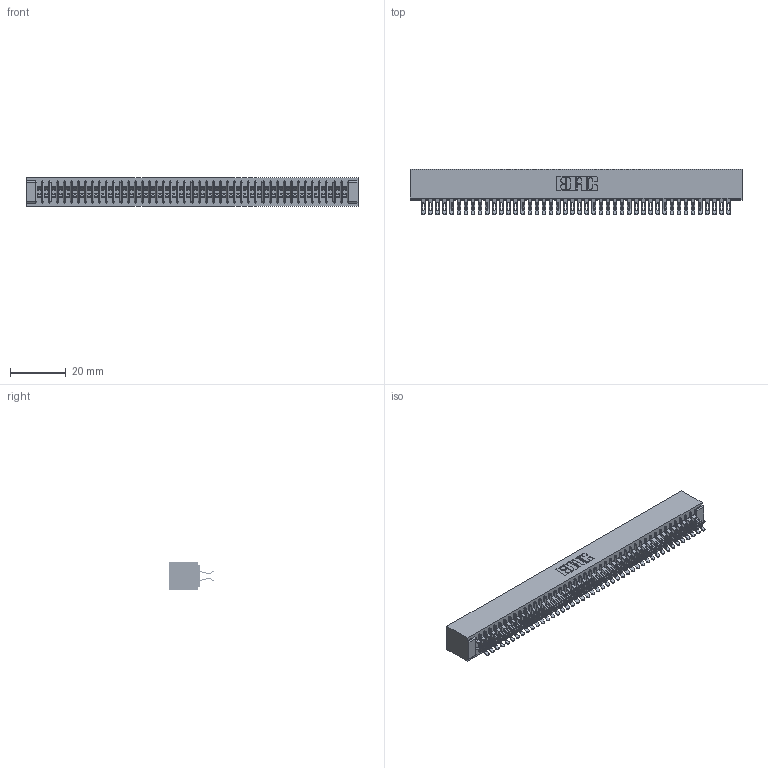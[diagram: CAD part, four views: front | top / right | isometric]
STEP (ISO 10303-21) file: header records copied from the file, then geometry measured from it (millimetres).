
FILE_DESCRIPTION (( 'STEP AP203' ), '1' );
FILE_NAME ('341-088-555-201.STEP', '2018-08-07T23:41:41', ( '' ), ( '' ), 'SwSTEP 2.0', 'SolidWorks 2016', '' );
FILE_SCHEMA (( 'CONFIG_CONTROL_DESIGN' ));
Length unit declared in the file: inch
Products named in the file (3): 341-088-555-201; 341 Part_No Mounting Lugs; 341-292-001_341-292-155
Assembly tree (89 placements, depth 2):
  341-088-555-201
    341 Part_No Mounting Lugs
    341-292-001_341-292-155  x88
Bounding box: 118.75 x 16.31 x 10.16 mm (x, y, z)
Volume: 9118.2 mm3; surface area: 17629.5 mm2
Topology: 89 solids, 89 shells, 6972 faces, 20840 edges, 13566 vertices
Faces by surface type: plane 3760, cylinder 3036, sphere 90, torus 86
Entity records: 53175 total; most frequent: CARTESIAN_POINT 8854, ORIENTED_EDGE 8788, DIRECTION 8580, EDGE_CURVE 4394, LINE 3540, VECTOR 3540, VERTEX_POINT 2778, AXIS2_PLACEMENT_3D 2520
